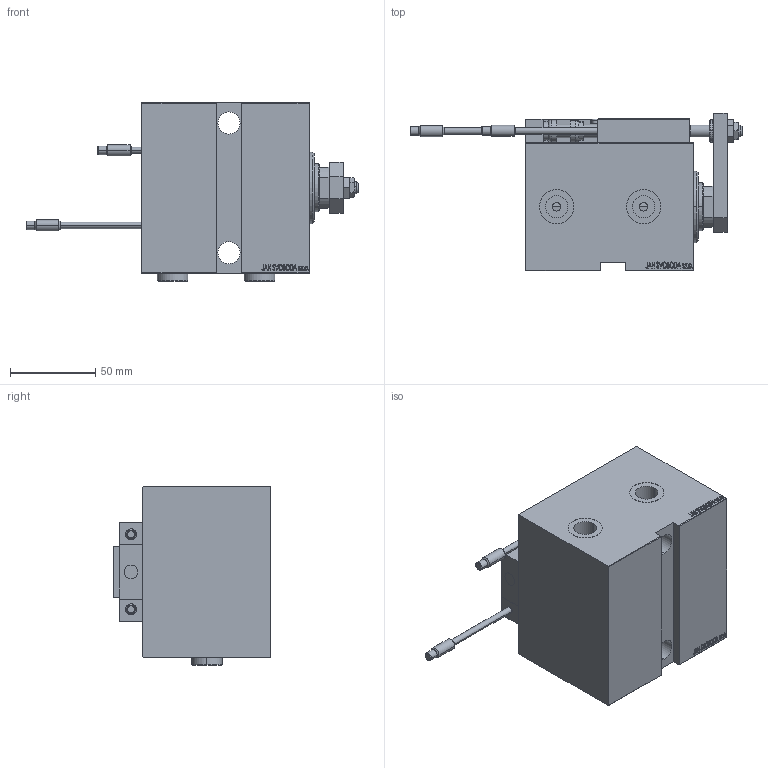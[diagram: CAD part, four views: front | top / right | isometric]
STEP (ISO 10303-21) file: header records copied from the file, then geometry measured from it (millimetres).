
FILE_DESCRIPTION (( 'STEP AP203' ), '1' );
FILE_NAME ('5c93.STEP', '2024-05-20T11:40:07', ( '' ), ( '' ), 'SwSTEP 2.0', 'SolidWorks 2019', '' );
FILE_SCHEMA (( 'CONFIG_CONTROL_DESIGN' ));
Length unit declared in the file: millimetre
Products named in the file (17): Zatka_OIL_PORT adcaae47392ce74292c54992ca9afb42; NUT_D10 adcaae47392ce74292c54992ca9afb42; V450CM_E_VCP adcaae47392ce74292c54992ca9afb42; NUT_D12 adcaae47392ce74292c54992ca9afb42; ZARAZKA adcaae47392ce74292c54992ca9afb42; SWITCH_X_FRONT_BACK adcaae47392ce74292c54992ca9afb42; ALLEN BOLT D5 adcaae47392ce74292c54992ca9afb42; Block adcaae47392ce74292c54992ca9afb42; KONCOVKA_Y adcaae47392ce74292c54992ca9afb42; TYC_L79 adcaae47392ce74292c54992ca9afb42; MAGNET adcaae47392ce74292c54992ca9afb42; V450CM_VC_B adcaae47392ce74292c54992ca9afb42; ALLEN BOLT D8 adcaae47392ce74292c54992ca9afb42; 5c93; SWITCH X adcaae47392ce74292c54992ca9afb42; V450CM_E_Body adcaae47392ce74292c54992ca9afb42; SWITCH DIM B,W adcaae47392ce74292c54992ca9afb42
Assembly tree (27 placements, depth 3):
  5c93
    V450CM_E_Body adcaae47392ce74292c54992ca9afb42
    V450CM_E_VCP adcaae47392ce74292c54992ca9afb42
    V450CM_VC_B adcaae47392ce74292c54992ca9afb42
    SWITCH X adcaae47392ce74292c54992ca9afb42
      SWITCH_X_FRONT_BACK adcaae47392ce74292c54992ca9afb42  x2
      TYC_L79 adcaae47392ce74292c54992ca9afb42
      Block adcaae47392ce74292c54992ca9afb42  x2
      ALLEN BOLT D5 adcaae47392ce74292c54992ca9afb42  x4
      ALLEN BOLT D8 adcaae47392ce74292c54992ca9afb42  x4
      MAGNET adcaae47392ce74292c54992ca9afb42  x2
      KONCOVKA_Y adcaae47392ce74292c54992ca9afb42  x2
    SWITCH DIM B,W adcaae47392ce74292c54992ca9afb42
    ZARAZKA adcaae47392ce74292c54992ca9afb42
    NUT_D10 adcaae47392ce74292c54992ca9afb42
    NUT_D12 adcaae47392ce74292c54992ca9afb42
    Zatka_OIL_PORT adcaae47392ce74292c54992ca9afb42  x2
Bounding box: 194.7 x 92.5 x 104.9 mm (x, y, z)
Volume: 719283 mm3; surface area: 127476.4 mm2
Topology: 26 solids, 26 shells, 1361 faces, 3238 edges, 2062 vertices
Faces by surface type: plane 606, bspline 380, cylinder 198, cone 125, torus 48, sphere 4
Entity records: 51282 total; most frequent: CARTESIAN_POINT 25709, ORIENTED_EDGE 5372, DIRECTION 3681, EDGE_CURVE 2686, VERTEX_POINT 1750, VECTOR 1557, LINE 1557, EDGE_LOOP 1242
